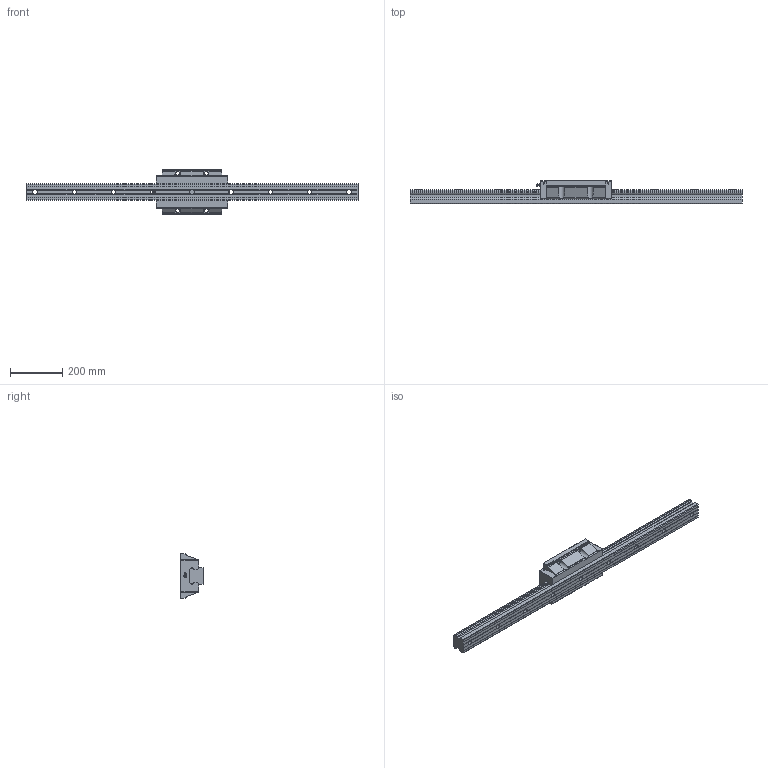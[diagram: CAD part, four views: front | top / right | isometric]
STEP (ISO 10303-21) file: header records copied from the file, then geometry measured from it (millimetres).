
FILE_DESCRIPTION( ( '' ), '1' );
FILE_NAME( 'SHS65LC1SS1270350B-PT1_8499000.stp', '2015-10-08T14:26:24', ( '' ), ( '' ), ' ', ' ', ' ' );
FILE_SCHEMA( ( 'automotive_design' ) );
Length unit declared in the file: millimetre
Products named in the file (3): 1; 2; 3
Bounding box: 1270 x 90 x 170 mm (x, y, z)
Volume: 5899367.3 mm3; surface area: 500031 mm2
Topology: 3 solids, 3 shells, 327 faces, 905 edges, 587 vertices
Faces by surface type: plane 171, cylinder 104, cone 40, torus 8, sphere 4
Entity records: 21160 total; most frequent: CARTESIAN_POINT 2546, STYLED_ITEM 1816, PRESENTATION_STYLE_ASSIGNMENT 1816, COLOUR_RGB 1816, DIRECTION 1802, ORIENTED_EDGE 1798, EDGE_CURVE 899, CURVE_STYLE 899
